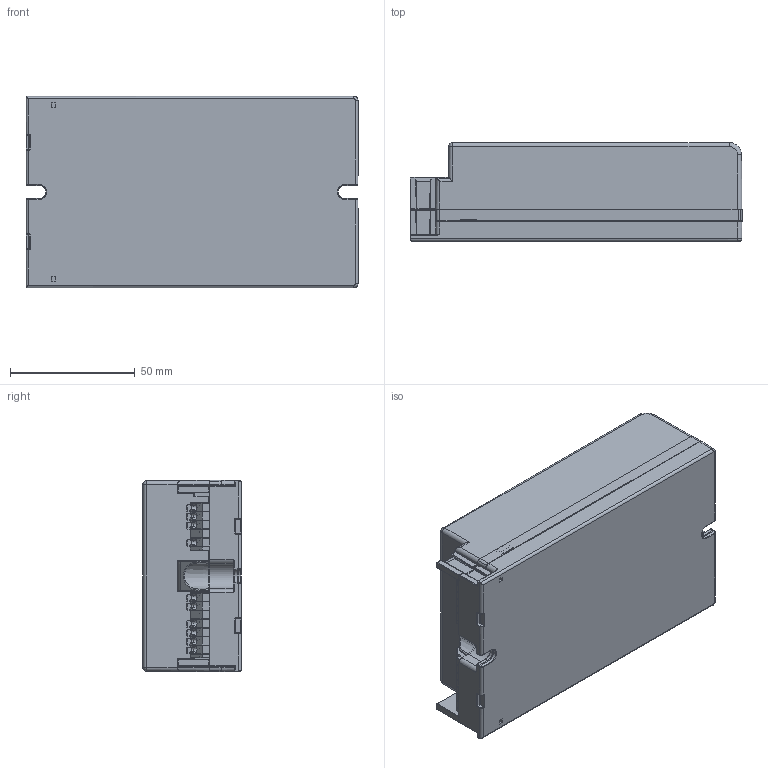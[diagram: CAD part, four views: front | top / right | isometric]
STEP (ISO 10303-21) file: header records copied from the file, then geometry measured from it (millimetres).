
FILE_DESCRIPTION (( 'STEP AP203' ), '1' );
FILE_NAME ('OT75.STEP', '2018-01-10T10:01:12', ( '' ), ( '' ), 'SwSTEP 2.0', 'SolidWorks 2015', '' );
FILE_SCHEMA (( 'CONFIG_CONTROL_DESIGN' ));
Length unit declared in the file: millimetre
Products named in the file (1): OT75
Bounding box: 133 x 39.5 x 76.7 mm (x, y, z)
Volume: 272960.1 mm3; surface area: 68937.6 mm2
Topology: 35 solids, 58 shells, 3738 faces, 9702 edges, 6208 vertices
Faces by surface type: plane 2193, cylinder 777, bspline 606, cone 95, sphere 34, torus 33
Entity records: 137724 total; most frequent: CARTESIAN_POINT 50385, ORIENTED_EDGE 19324, DIRECTION 15946, EDGE_CURVE 9662, LINE 6586, VECTOR 6586, VERTEX_POINT 6208, AXIS2_PLACEMENT_3D 4680
